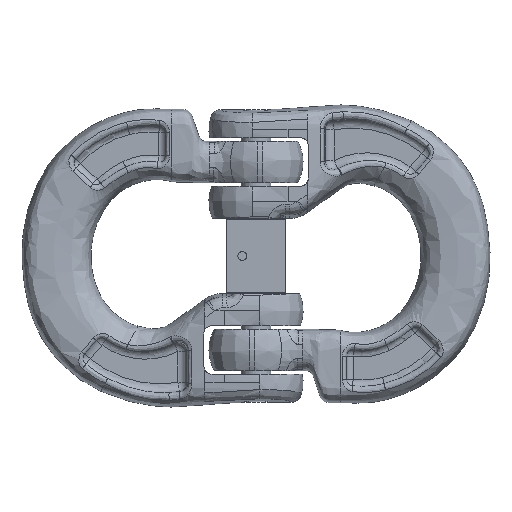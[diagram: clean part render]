
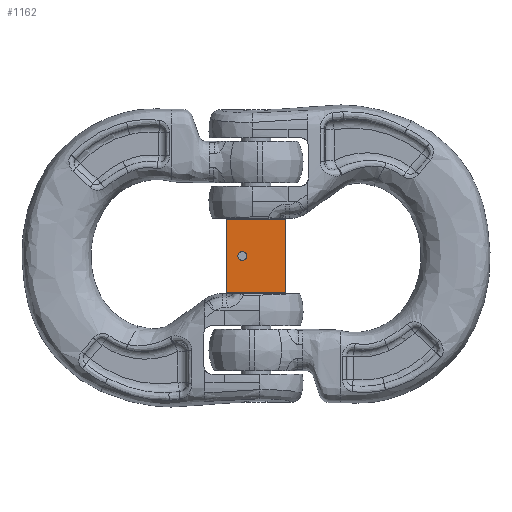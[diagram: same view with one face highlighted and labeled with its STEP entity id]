
A CAD part, left-side view. The second image highlights one B-rep face of the part: STEP entity #1162.
In plain terms, the highlighted planar face has unit normal (-1, 0, 0).
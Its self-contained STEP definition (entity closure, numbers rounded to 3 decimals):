
#221=FACE_BOUND('',#1956,.T.);
#457=PLANE('',#6078);
#619=CIRCLE('',#6077,1.);
#802=LINE('',#17475,#914);
#803=LINE('',#17478,#915);
#804=LINE('',#17480,#916);
#805=LINE('',#17482,#917);
#914=VECTOR('',#6840,1.);
#915=VECTOR('',#6841,1.);
#916=VECTOR('',#6842,1.);
#917=VECTOR('',#6843,1.);
#1162=ADVANCED_FACE('',(#1570,#221),#457,.F.);
#1570=FACE_OUTER_BOUND('',#1955,.T.);
#1955=EDGE_LOOP('',(#3038,#3039,#3040,#3041));
#1956=EDGE_LOOP('',(#3042));
#3038=ORIENTED_EDGE('',*,*,#4906,.T.);
#3039=ORIENTED_EDGE('',*,*,#4907,.F.);
#3040=ORIENTED_EDGE('',*,*,#4908,.F.);
#3041=ORIENTED_EDGE('',*,*,#4909,.T.);
#3042=ORIENTED_EDGE('',*,*,#4910,.F.);
#4200=VERTEX_POINT('',#17476);
#4201=VERTEX_POINT('',#17477);
#4202=VERTEX_POINT('',#17479);
#4203=VERTEX_POINT('',#17481);
#4204=VERTEX_POINT('',#17484);
#4906=EDGE_CURVE('',#4200,#4201,#802,.T.);
#4907=EDGE_CURVE('',#4202,#4201,#803,.T.);
#4908=EDGE_CURVE('',#4203,#4202,#804,.T.);
#4909=EDGE_CURVE('',#4203,#4200,#805,.T.);
#4910=EDGE_CURVE('',#4204,#4204,#619,.T.);
#6077=AXIS2_PLACEMENT_3D('',#17483,#6844,#6845);
#6078=AXIS2_PLACEMENT_3D('',#17485,#6846,#6847);
#6840=DIRECTION('',(0.,-1.,0.));
#6841=DIRECTION('',(0.,0.,-1.));
#6842=DIRECTION('',(0.,-1.,0.));
#6843=DIRECTION('',(0.,0.,-1.));
#6844=DIRECTION('',(-1.,0.,0.));
#6845=DIRECTION('',(0.,0.,1.));
#6846=DIRECTION('',(1.,0.,0.));
#6847=DIRECTION('',(0.,0.,1.));
#17475=CARTESIAN_POINT('',(-6.5,6.5,17.078));
#17476=CARTESIAN_POINT('',(-6.5,6.5,17.078));
#17477=CARTESIAN_POINT('',(-6.5,-6.5,17.078));
#17478=CARTESIAN_POINT('',(-6.5,-6.5,33.078));
#17479=CARTESIAN_POINT('',(-6.5,-6.5,33.078));
#17480=CARTESIAN_POINT('',(-6.5,6.5,33.078));
#17481=CARTESIAN_POINT('',(-6.5,6.5,33.078));
#17482=CARTESIAN_POINT('',(-6.5,6.5,33.078));
#17483=CARTESIAN_POINT('',(-6.5,3.,25.078));
#17484=CARTESIAN_POINT('',(-6.5,3.,26.078));
#17485=CARTESIAN_POINT('',(-6.5,6.5,33.078));
